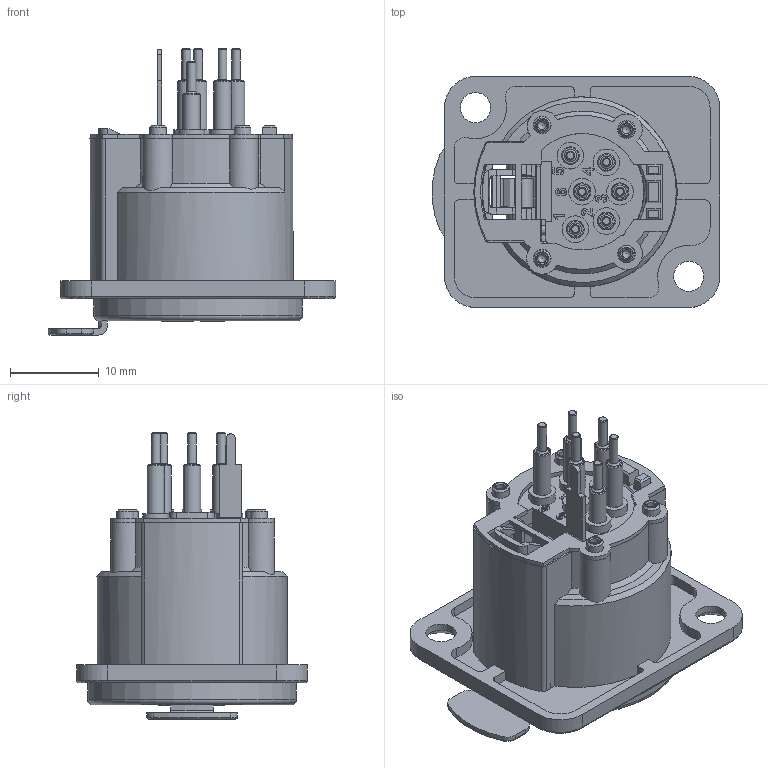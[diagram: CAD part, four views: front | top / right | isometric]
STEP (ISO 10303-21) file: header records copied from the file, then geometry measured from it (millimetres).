
FILE_DESCRIPTION(/* description */ (''),/* implementation_level */ '2;1');
FILE_NAME(/* name */ 'AX6AFDV.stp',/* time_stamp */ '2020-03-24T16:53:23+11:00',/* author */ ('minh'),/* organization */ (''),/* preprocessor_version */ 'ST-DEVELOPER v16.1',/* originating_system */ 'Autodesk Inventor 2016',/* authorisation */ '');
FILE_SCHEMA (('AUTOMOTIVE_DESIGN { 1 0 10303 214 3 1 1 }'));
Length unit declared in the file: inch
Products named in the file (1): AX6AFDV_Shrinkwrap_1
Bounding box: 32.38 x 26 x 32.2 mm (x, y, z)
Surface area: 6819.5 mm2 (no closed solid volume)
Topology: 0 solids, 68 shells, 475 faces, 2186 edges, 1747 vertices
Faces by surface type: plane 252, cylinder 135, cone 40, torus 34, bspline 10, sphere 4
Full cylindrical faces by diameter (mm): 1 x10, 1.5 x6, 1.9 x4, 1.95 x6, 3 x6, 3.4 x2, 23.5 x1
Entity records: 23569 total; most frequent: CARTESIAN_POINT 6884, DIRECTION 2997, ORIENTED_EDGE 2925, EDGE_CURVE 2080, VERTEX_POINT 1723, LINE 1075, VECTOR 1075, AXIS2_PLACEMENT_3D 961
